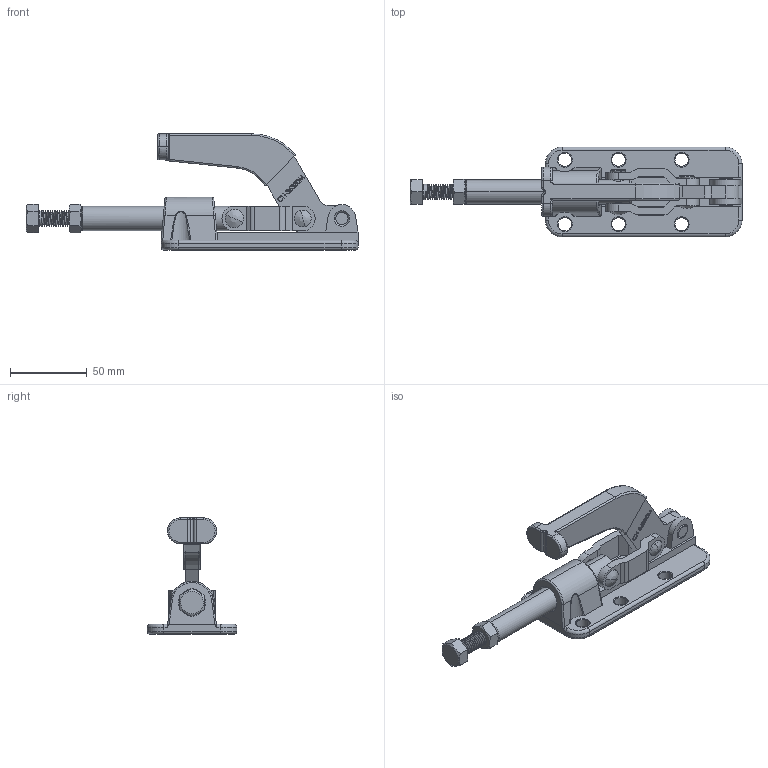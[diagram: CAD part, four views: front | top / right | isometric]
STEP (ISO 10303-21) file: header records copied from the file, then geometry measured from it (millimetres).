
FILE_DESCRIPTION (( 'STEP AP203' ), '1' );
FILE_NAME ('CH-36330M.STEP', '2019-03-26T03:33:37', ( 'User' ), ( 'china' ), 'SwSTEP 2.0', 'SolidWorks 2018', '' );
FILE_SCHEMA (( 'CONFIG_CONTROL_DESIGN' ));
Length unit declared in the file: millimetre
Products named in the file (11): CH-36330M-05; CH-36330M-06; CH-36330M-07; CH-SA-105015 SPINDLE SUPPLIED; CH-36330M-08; CH-36330M-03 HANDLE; M10 Nut; CH-36330M-04 CONNECTING-PLATE; CH-36330M; CH-36330M-01 BASE; CH-36330M-02 CREST STALK
Assembly tree (11 placements, depth 2):
  CH-36330M
    CH-36330M-01 BASE
    CH-36330M-02 CREST STALK
    CH-36330M-05
    CH-36330M-06
    CH-36330M-07
    CH-36330M-08
    M10 Nut
    CH-SA-105015 SPINDLE SUPPLIED
    CH-36330M-03 HANDLE
    CH-36330M-04 CONNECTING-PLATE  x2
Bounding box: 216 x 58.5 x 75.69 mm (x, y, z)
Volume: 141537.9 mm3; surface area: 54703.7 mm2
Topology: 11 solids, 11 shells, 817 faces, 2173 edges, 1402 vertices
Faces by surface type: plane 247, cylinder 240, bspline 230, cone 56, torus 44
Entity records: 40511 total; most frequent: CARTESIAN_POINT 21802, ORIENTED_EDGE 4196, DIRECTION 2834, EDGE_CURVE 2098, VERTEX_POINT 1358, LINE 1002, VECTOR 1002, AXIS2_PLACEMENT_3D 916
